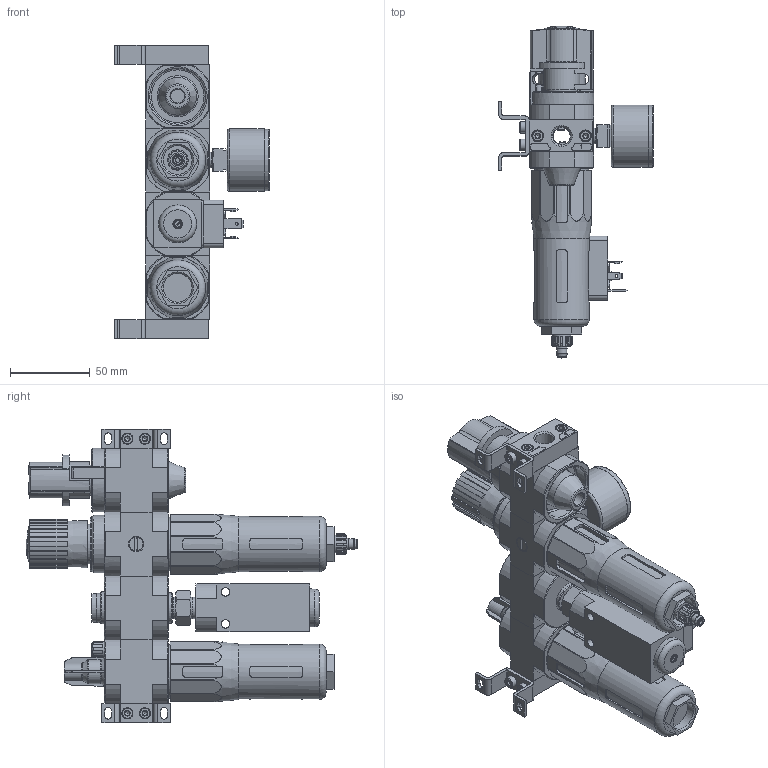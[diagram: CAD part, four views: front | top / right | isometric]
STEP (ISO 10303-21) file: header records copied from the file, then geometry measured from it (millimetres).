
FILE_DESCRIPTION(/* description */ ('STEP AP214'),/* implementation_level */ '2;1');
FILE_NAME(/* name */ '185817_FRC-1_4-D-MINI-KC',/* time_stamp */ '2024-08-28T16:43:31+02:00',/* author */ ('License CC BY-ND 4.0'),/* organization */ ('CADENAS'),/* preprocessor_version */ 'ST-DEVELOPER v19.3',/* originating_system */ 'PARTsolutions',/* authorisation */ ' ');
FILE_SCHEMA (('AUTOMOTIVE_DESIGN {1 0 10303 214 3 1 1}'));
Length unit declared in the file: millimetre
Products named in the file (18): 185817 FRC-1/4-D-MINI-KC; 380289 PBL-1/4-D-MINI-L---(1) p1; DIN-912 - M4x16(F); 159638 HFOE-D-MINI-P1; DIN-912 - M4x8(F); 380291 PBL-1/4-D-MINI-R---(0) p1; 360720 HE-MINI; 355622 FRB-D-MINI; 123587 LFR-D-MINI--(0); 8003637 PAGN-40-16-G18; 373845 LR-MINI; 648415 LF; 724703 FRM-...-D-MINI; 151521 ESK-1/4-1/4; 175250 PEV-1/4-B-OD; DIN-908 G1/4A; 531772 OK-1/4; 123582 LOE-D-MINI
Assembly tree (29 placements, depth 2):
  185817 FRC-1/4-D-MINI-KC
    380289 PBL-1/4-D-MINI-L---(1) p1
    DIN-912 - M4x16(F)  x4
    159638 HFOE-D-MINI-P1  x2
    DIN-912 - M4x8(F)  x4
    380291 PBL-1/4-D-MINI-R---(0) p1
    360720 HE-MINI
    355622 FRB-D-MINI  x6
    123587 LFR-D-MINI--(0)
    8003637 PAGN-40-16-G18
    373845 LR-MINI
    648415 LF
    724703 FRM-...-D-MINI
    151521 ESK-1/4-1/4
    175250 PEV-1/4-B-OD
    DIN-908 G1/4A
    531772 OK-1/4
    123582 LOE-D-MINI
Bounding box: 96.75 x 208 x 184 mm (x, y, z)
Volume: 619542.5 mm3; surface area: 159321.4 mm2
Topology: 29 solids, 30 shells, 1866 faces, 4724 edges, 3016 vertices
Faces by surface type: plane 995, cylinder 513, cone 278, torus 64, sphere 16
Full cylindrical faces by diameter (mm): 1.65 x4, 2.459 x1, 2.9 x6, 3 x1, 3.2 x1, 3.242 x14, 3.6 x1, 3.8 x1, 4 x14, 4.3 x5, 5 x1, 5.2 x6, 5.3 x2, 5.6 x2, 6 x10, 6.2 x1, 6.4 x1, 6.8 x1, 6.9 x1, 6.93 x1, 7 x8, 7.1 x1, 7.9 x1, 8 x4, 8.2 x5, 8.4 x1, 8.566 x3, 9 x1, 9.728 x2, 10 x1
Entity records: 57344 total; most frequent: CARTESIAN_POINT 10090, DIRECTION 8019, ORIENTED_EDGE 7732, EDGE_CURVE 3866, AXIS2_PLACEMENT_3D 3045, VERTEX_POINT 2668, FACE_BOUND 2070, EDGE_LOOP 2057
